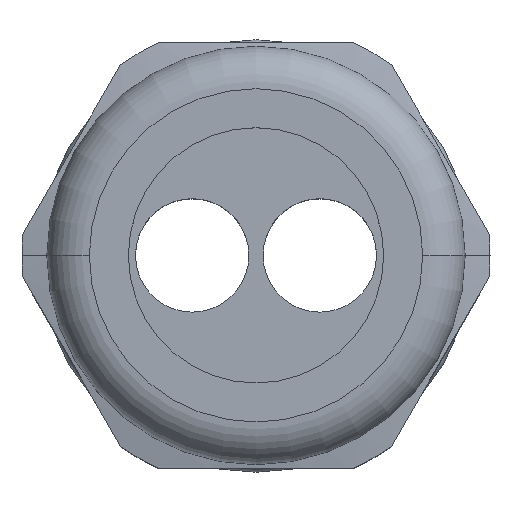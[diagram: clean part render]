
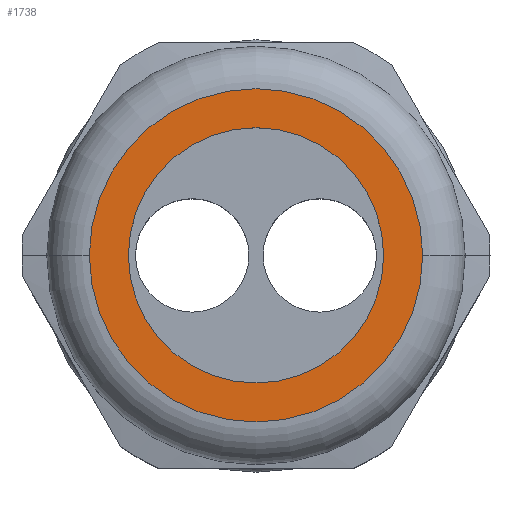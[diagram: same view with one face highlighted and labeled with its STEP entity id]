
A CAD part, top view. The second image highlights one B-rep face of the part: STEP entity #1738.
In plain terms, the highlighted planar face has unit normal (0, 0, 1).
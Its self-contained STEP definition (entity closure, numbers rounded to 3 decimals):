
#150 = CARTESIAN_POINT ( 'NONE',  ( 0., 0., 33. ) ) ;
#154 = DIRECTION ( 'NONE',  ( 0., 0., 1. ) ) ;
#155 = DIRECTION ( 'NONE',  ( 1., 0., 0. ) ) ;
#159 = CARTESIAN_POINT ( 'NONE',  ( 0., 0., 33. ) ) ;
#160 = DIRECTION ( 'NONE',  ( 0., 0., 1. ) ) ;
#161 = DIRECTION ( 'NONE',  ( 1., 0., 0. ) ) ;
#495 = DIRECTION ( 'NONE',  ( 1., 0., 0. ) ) ;
#496 = DIRECTION ( 'NONE',  ( 0., 0., 1. ) ) ;
#497 = CARTESIAN_POINT ( 'NONE',  ( 0., 0., 33. ) ) ;
#498 = DIRECTION ( 'NONE',  ( 1., 0., 0. ) ) ;
#499 = DIRECTION ( 'NONE',  ( 0., 0., 1. ) ) ;
#500 = CARTESIAN_POINT ( 'NONE',  ( 0., 0., 33. ) ) ;
#589 = CARTESIAN_POINT ( 'NONE',  ( 11.75, 0., 33. ) ) ;
#590 = CARTESIAN_POINT ( 'NONE',  ( -11.75, 0., 33. ) ) ;
#597 = CARTESIAN_POINT ( 'NONE',  ( 9., 0., 33. ) ) ;
#604 = CARTESIAN_POINT ( 'NONE',  ( -9., 0., 33. ) ) ;
#704 = ORIENTED_EDGE ( 'NONE', *, *, #1172, .T. ) ;
#705 = ORIENTED_EDGE ( 'NONE', *, *, #1820, .F. ) ;
#707 = ORIENTED_EDGE ( 'NONE', *, *, #1173, .F. ) ;
#708 = ORIENTED_EDGE ( 'NONE', *, *, #1822, .T. ) ;
#813 = VERTEX_POINT ( 'NONE', #604 ) ;
#820 = VERTEX_POINT ( 'NONE', #597 ) ;
#827 = VERTEX_POINT ( 'NONE', #590 ) ;
#828 = VERTEX_POINT ( 'NONE', #589 ) ;
#937 = EDGE_LOOP ( 'NONE', ( #707, #705 ) ) ;
#938 = EDGE_LOOP ( 'NONE', ( #708, #704 ) ) ;
#1093 = CIRCLE ( 'NONE', #1520, 11.75 ) ;
#1095 = CIRCLE ( 'NONE', #1556, 9. ) ;
#1158 = CIRCLE ( 'NONE', #1700, 9. ) ;
#1159 = CIRCLE ( 'NONE', #1692, 11.75 ) ;
#1172 = EDGE_CURVE ( 'NONE', #827, #828, #1159, .T. ) ;
#1173 = EDGE_CURVE ( 'NONE', #820, #813, #1158, .T. ) ;
#1410 = DIRECTION ( 'NONE',  ( 1., 0., 0. ) ) ;
#1411 = DIRECTION ( 'NONE',  ( 0., 0., 1. ) ) ;
#1412 = CARTESIAN_POINT ( 'NONE',  ( 0., 0., 33. ) ) ;
#1413 = PLANE ( 'NONE',  #1635 ) ;
#1520 = AXIS2_PLACEMENT_3D ( 'NONE', #159, #160, #161 ) ;
#1556 = AXIS2_PLACEMENT_3D ( 'NONE', #150, #154, #155 ) ;
#1635 = AXIS2_PLACEMENT_3D ( 'NONE', #1412, #1411, #1410 ) ;
#1637 = FACE_OUTER_BOUND ( 'NONE', #938, .T. ) ;
#1644 = FACE_BOUND ( 'NONE', #937, .T. ) ;
#1692 = AXIS2_PLACEMENT_3D ( 'NONE', #500, #499, #498 ) ;
#1700 = AXIS2_PLACEMENT_3D ( 'NONE', #497, #496, #495 ) ;
#1738 = ADVANCED_FACE ( 'NONE', ( #1644, #1637 ), #1413, .T. ) ;
#1820 = EDGE_CURVE ( 'NONE', #813, #820, #1095, .T. ) ;
#1822 = EDGE_CURVE ( 'NONE', #828, #827, #1093, .T. ) ;
